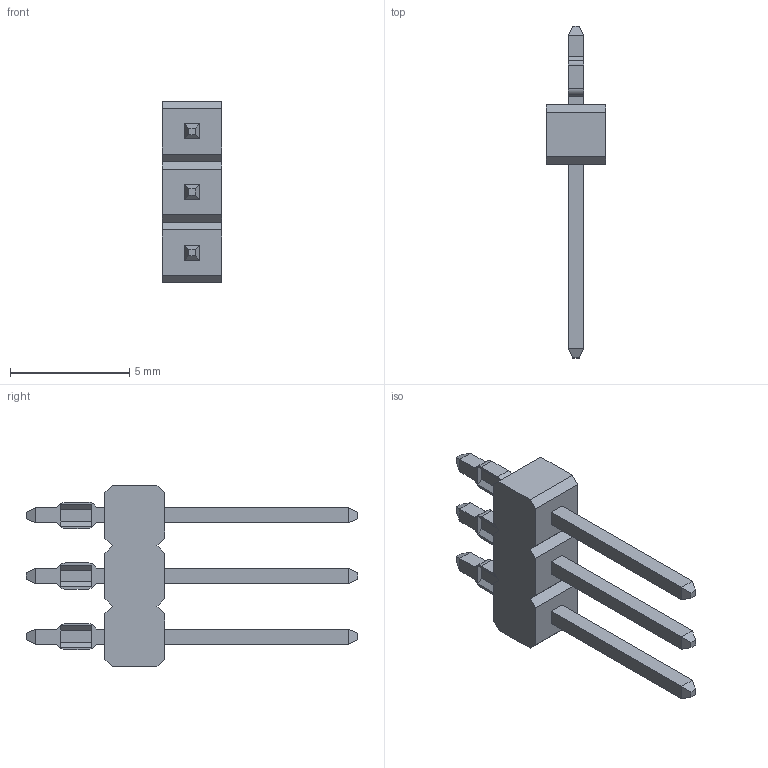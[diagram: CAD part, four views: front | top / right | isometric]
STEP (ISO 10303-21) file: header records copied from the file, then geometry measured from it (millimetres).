
FILE_DESCRIPTION((''),'2;1');
FILE_NAME('943-PF-14-003-XX','2011-04-01T',('cad'),(''),'PRO/ENGINEER BY PARAMETRIC TECHNOLOGY CORPORATION, 2007090','PRO/ENGINEER BY PARAMETRIC TECHNOLOGY CORPORATION, 2007090','');
FILE_SCHEMA(('CONFIG_CONTROL_DESIGN'));
Length unit declared in the file: millimetre
Products named in the file (3): I-143-03; T-143PF; 943-PF-14-003-XX
Assembly tree (4 placements, depth 2):
  943-PF-14-003-XX
    I-143-03
    T-143PF  x3
Bounding box: 2.5 x 13.9 x 7.62 mm (x, y, z)
Volume: 59.4 mm3; surface area: 216.2 mm2
Topology: 4 solids, 4 shells, 154 faces, 384 edges, 244 vertices
Faces by surface type: plane 130, cylinder 24
Entity records: 3274 total; most frequent: CARTESIAN_POINT 557, ORIENTED_EDGE 416, DIRECTION 382, PRESENTATION_STYLE_ASSIGNMENT 210, STYLED_ITEM 210, CURVE_STYLE 208, EDGE_CURVE 208, VECTOR 188
